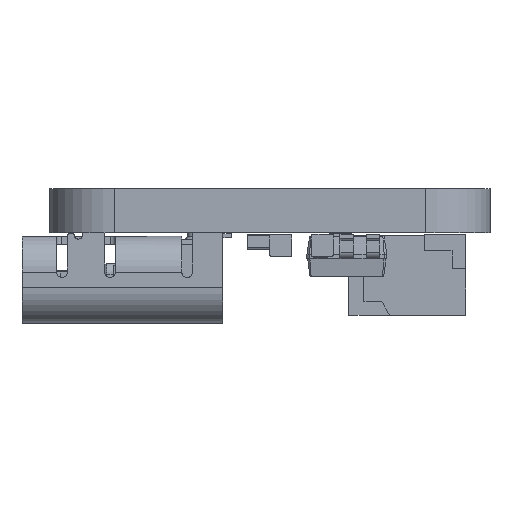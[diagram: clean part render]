
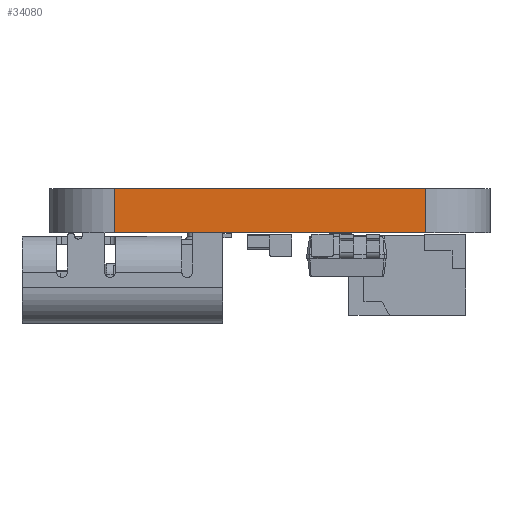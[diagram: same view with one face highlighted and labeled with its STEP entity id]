
A CAD part, left-side view. The second image highlights one B-rep face of the part: STEP entity #34080.
In plain terms, the highlighted planar face has unit normal (-1, 0, 0).
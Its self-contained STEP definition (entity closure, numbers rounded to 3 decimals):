
#33568 = VERTEX_POINT('',#33569);
#33569 = CARTESIAN_POINT('',(0.,-13.67,0.));
#33576 = EDGE_CURVE('',#33568,#33577,#33579,.T.);
#33577 = VERTEX_POINT('',#33578);
#33578 = CARTESIAN_POINT('',(0.,-2.35,0.));
#33579 = LINE('',#33580,#33581);
#33580 = CARTESIAN_POINT('',(0.,-13.67,0.));
#33581 = VECTOR('',#33582,1.);
#33582 = DIRECTION('',(0.,1.,0.));
#33819 = VERTEX_POINT('',#33820);
#33820 = CARTESIAN_POINT('',(0.,-13.67,1.6));
#33827 = EDGE_CURVE('',#33819,#33828,#33830,.T.);
#33828 = VERTEX_POINT('',#33829);
#33829 = CARTESIAN_POINT('',(0.,-2.35,1.6));
#33830 = LINE('',#33831,#33832);
#33831 = CARTESIAN_POINT('',(0.,-13.67,1.6));
#33832 = VECTOR('',#33833,1.);
#33833 = DIRECTION('',(0.,1.,0.));
#34050 = EDGE_CURVE('',#33577,#33828,#34051,.T.);
#34051 = LINE('',#34052,#34053);
#34052 = CARTESIAN_POINT('',(0.,-2.35,0.));
#34053 = VECTOR('',#34054,1.);
#34054 = DIRECTION('',(0.,0.,1.));
#34080 = ADVANCED_FACE('',(#34081),#34092,.T.);
#34081 = FACE_BOUND('',#34082,.T.);
#34082 = EDGE_LOOP('',(#34083,#34089,#34090,#34091));
#34083 = ORIENTED_EDGE('',*,*,#34084,.T.);
#34084 = EDGE_CURVE('',#33568,#33819,#34085,.T.);
#34085 = LINE('',#34086,#34087);
#34086 = CARTESIAN_POINT('',(0.,-13.67,0.));
#34087 = VECTOR('',#34088,1.);
#34088 = DIRECTION('',(0.,0.,1.));
#34089 = ORIENTED_EDGE('',*,*,#33827,.T.);
#34090 = ORIENTED_EDGE('',*,*,#34050,.F.);
#34091 = ORIENTED_EDGE('',*,*,#33576,.F.);
#34092 = PLANE('',#34093);
#34093 = AXIS2_PLACEMENT_3D('',#34094,#34095,#34096);
#34094 = CARTESIAN_POINT('',(0.,-13.67,0.));
#34095 = DIRECTION('',(-1.,0.,0.));
#34096 = DIRECTION('',(0.,1.,0.));
